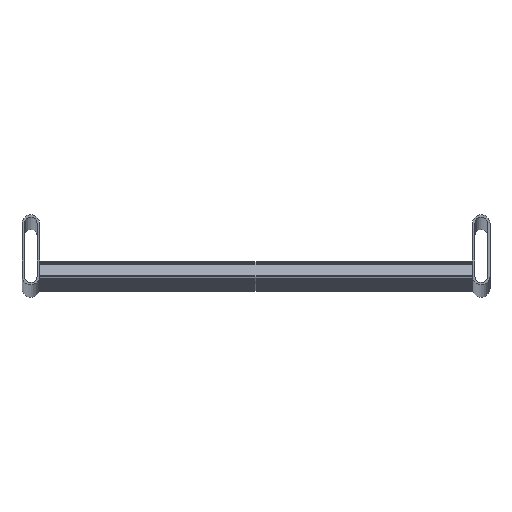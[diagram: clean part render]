
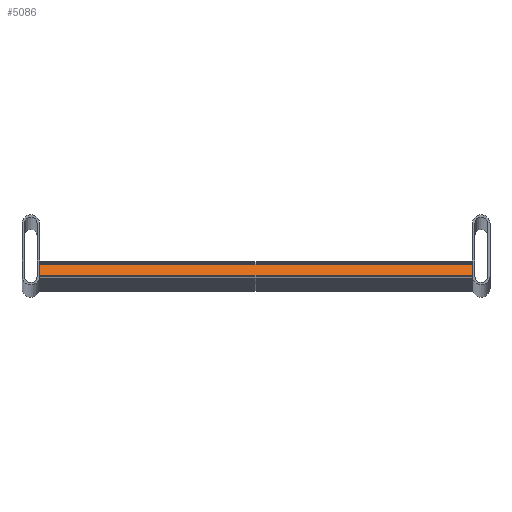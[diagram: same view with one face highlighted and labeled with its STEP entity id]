
A CAD part, top view. The second image highlights one B-rep face of the part: STEP entity #5086.
In plain terms, the highlighted planar face has unit normal (0, 0.314, 0.949).
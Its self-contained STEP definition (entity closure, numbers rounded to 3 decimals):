
#1513 = CARTESIAN_POINT ( 'NONE',  ( 185., -11.715, 2886.067 ) ) ;
#2070 = LINE ( 'NONE', #70438, #51987 ) ;
#2425 = FACE_OUTER_BOUND ( 'NONE', #25188, .T. ) ;
#2822 = EDGE_CURVE ( 'NONE', #41173, #31991, #76623, .T. ) ;
#5086 = ADVANCED_FACE ( 'NONE', ( #2425 ), #37760, .T. ) ;
#5311 = DIRECTION ( 'NONE',  ( 0., -0.949, 0.314 ) ) ;
#11039 = CARTESIAN_POINT ( 'NONE',  ( -185., -11.715, 2886.067 ) ) ;
#11408 = DIRECTION ( 'NONE',  ( 0., 0.949, -0.314 ) ) ;
#11931 = CARTESIAN_POINT ( 'NONE',  ( 185., -11.715, 2886.067 ) ) ;
#13044 = AXIS2_PLACEMENT_3D ( 'NONE', #18088, #44302, #5311 ) ;
#18088 = CARTESIAN_POINT ( 'NONE',  ( 185., -11.715, 2886.067 ) ) ;
#18400 = DIRECTION ( 'NONE',  ( -1., 0., 0. ) ) ;
#21113 = ORIENTED_EDGE ( 'NONE', *, *, #2822, .F. ) ;
#22846 = CARTESIAN_POINT ( 'NONE',  ( 185., -21.715, 2889.374 ) ) ;
#23563 = EDGE_CURVE ( 'NONE', #47947, #31991, #2070, .T. ) ;
#25188 = EDGE_LOOP ( 'NONE', ( #21113, #54462, #62906, #40702 ) ) ;
#31991 = VERTEX_POINT ( 'NONE', #44741 ) ;
#37760 = PLANE ( 'NONE',  #13044 ) ;
#38364 = DIRECTION ( 'NONE',  ( -1., 0., 0. ) ) ;
#40702 = ORIENTED_EDGE ( 'NONE', *, *, #23563, .T. ) ;
#41173 = VERTEX_POINT ( 'NONE', #76868 ) ;
#44302 = DIRECTION ( 'NONE',  ( 0., 0.314, 0.949 ) ) ;
#44741 = CARTESIAN_POINT ( 'NONE',  ( -185., -11.715, 2886.067 ) ) ;
#47947 = VERTEX_POINT ( 'NONE', #1513 ) ;
#50912 = DIRECTION ( 'NONE',  ( 0., 0.949, -0.314 ) ) ;
#51987 = VECTOR ( 'NONE', #18400, 1000. ) ;
#54462 = ORIENTED_EDGE ( 'NONE', *, *, #75826, .F. ) ;
#58638 = VECTOR ( 'NONE', #50912, 1000. ) ;
#59341 = VECTOR ( 'NONE', #11408, 1000. ) ;
#60227 = LINE ( 'NONE', #64443, #77498 ) ;
#62906 = ORIENTED_EDGE ( 'NONE', *, *, #69126, .T. ) ;
#64443 = CARTESIAN_POINT ( 'NONE',  ( 185., -21.715, 2889.374 ) ) ;
#69126 = EDGE_CURVE ( 'NONE', #82931, #47947, #73931, .T. ) ;
#70438 = CARTESIAN_POINT ( 'NONE',  ( 185., -11.715, 2886.067 ) ) ;
#73931 = LINE ( 'NONE', #11931, #58638 ) ;
#75826 = EDGE_CURVE ( 'NONE', #82931, #41173, #60227, .T. ) ;
#76623 = LINE ( 'NONE', #11039, #59341 ) ;
#76868 = CARTESIAN_POINT ( 'NONE',  ( -185., -21.715, 2889.374 ) ) ;
#77498 = VECTOR ( 'NONE', #38364, 1000. ) ;
#82931 = VERTEX_POINT ( 'NONE', #22846 ) ;
